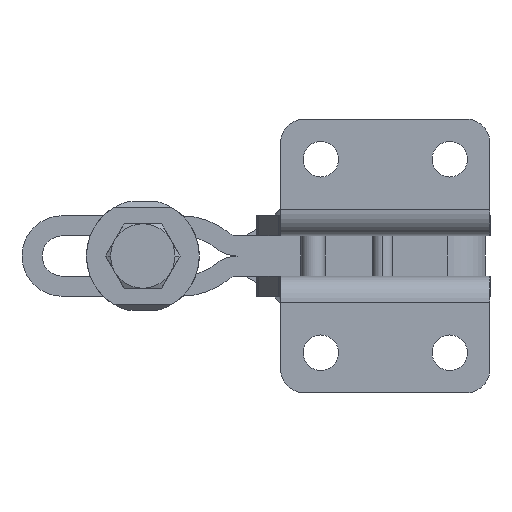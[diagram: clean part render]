
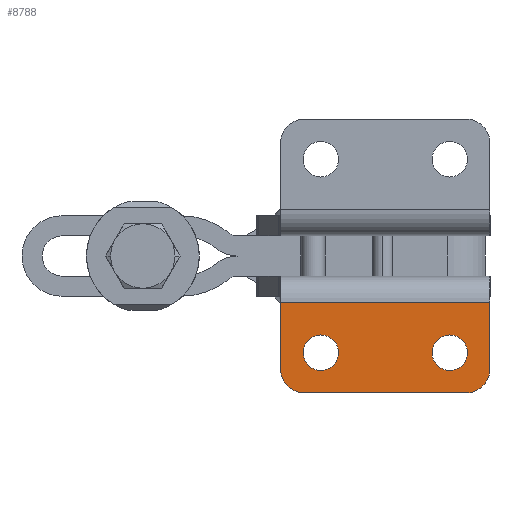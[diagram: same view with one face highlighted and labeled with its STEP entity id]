
A CAD part, front view. The second image highlights one B-rep face of the part: STEP entity #8788.
In plain terms, the highlighted planar face has unit normal (0, -1, 0).
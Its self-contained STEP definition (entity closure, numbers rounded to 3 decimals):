
#8691=CARTESIAN_POINT('',(3.,0.0,-31.));
#8692=DIRECTION('',(0.0,-1.0,0.0));
#8693=DIRECTION('',(0.0,0.0,1.0));
#8694=AXIS2_PLACEMENT_3D('',#8691,#8692,#8693);
#8695=PLANE('',#8694);
#8696=CARTESIAN_POINT('',(0.,0.,-22.737));
#8697=VERTEX_POINT('',#8696);
#8698=CARTESIAN_POINT('',(0.0,0.0,-31.));
#8699=VERTEX_POINT('',#8698);
#8700=CARTESIAN_POINT('',(0.,0.,-22.737));
#8701=DIRECTION('',(0.0,0.0,-1.0));
#8702=VECTOR('',#8701,8.263);
#8703=LINE('',#8700,#8702);
#8704=EDGE_CURVE('',#8697,#8699,#8703,.T.);
#8705=ORIENTED_EDGE('',*,*,#8704,.T.);
#8706=CARTESIAN_POINT('',(3.,0.0,-34.));
#8707=VERTEX_POINT('',#8706);
#8708=CARTESIAN_POINT('',(3.,0.0,-31.));
#8709=DIRECTION('',(0.0,-1.0,0.0));
#8710=DIRECTION('',(0.0,0.0,1.0));
#8711=AXIS2_PLACEMENT_3D('',#8708,#8709,#8710);
#8712=CIRCLE('',#8711,3.);
#8713=EDGE_CURVE('',#8699,#8707,#8712,.T.);
#8714=ORIENTED_EDGE('',*,*,#8713,.T.);
#8715=CARTESIAN_POINT('',(23.,0.0,-34.));
#8716=VERTEX_POINT('',#8715);
#8717=CARTESIAN_POINT('',(3.,0.0,-34.));
#8718=DIRECTION('',(1.0,0.0,0.0));
#8719=VECTOR('',#8718,20.);
#8720=LINE('',#8717,#8719);
#8721=EDGE_CURVE('',#8707,#8716,#8720,.T.);
#8722=ORIENTED_EDGE('',*,*,#8721,.T.);
#8723=CARTESIAN_POINT('',(26.0,0.0,-31.));
#8724=VERTEX_POINT('',#8723);
#8725=CARTESIAN_POINT('',(23.,0.0,-31.));
#8726=DIRECTION('',(0.0,-1.0,0.0));
#8727=DIRECTION('',(0.0,0.0,-1.0));
#8728=AXIS2_PLACEMENT_3D('',#8725,#8726,#8727);
#8729=CIRCLE('',#8728,3.);
#8730=EDGE_CURVE('',#8716,#8724,#8729,.T.);
#8731=ORIENTED_EDGE('',*,*,#8730,.T.);
#8732=CARTESIAN_POINT('',(26.0,0.0,-22.737));
#8733=VERTEX_POINT('',#8732);
#8734=CARTESIAN_POINT('',(26.0,0.0,-31.));
#8735=DIRECTION('',(0.0,0.0,1.0));
#8736=VECTOR('',#8735,8.263);
#8737=LINE('',#8734,#8736);
#8738=EDGE_CURVE('',#8724,#8733,#8737,.T.);
#8739=ORIENTED_EDGE('',*,*,#8738,.T.);
#8740=CARTESIAN_POINT('',(0.,0.,-22.737));
#8741=DIRECTION('',(1.0,0.0,0.0));
#8742=VECTOR('',#8741,26.0);
#8743=LINE('',#8740,#8742);
#8744=EDGE_CURVE('',#8697,#8733,#8743,.T.);
#8745=ORIENTED_EDGE('',*,*,#8744,.F.);
#8746=EDGE_LOOP('',(#8705,#8714,#8722,#8731,#8739,#8745));
#8747=FACE_OUTER_BOUND('',#8746,.T.);
#8748=CARTESIAN_POINT('',(21.0,0.0,-26.8));
#8749=VERTEX_POINT('',#8748);
#8750=CARTESIAN_POINT('',(21.0,0.0,-31.2));
#8751=VERTEX_POINT('',#8750);
#8752=CARTESIAN_POINT('',(21.0,0.0,-29.));
#8753=DIRECTION('',(0.0,1.0,0.0));
#8754=DIRECTION('',(0.0,0.0,1.0));
#8755=AXIS2_PLACEMENT_3D('',#8752,#8753,#8754);
#8756=CIRCLE('',#8755,2.2);
#8757=EDGE_CURVE('',#8749,#8751,#8756,.T.);
#8758=ORIENTED_EDGE('',*,*,#8757,.T.);
#8759=CARTESIAN_POINT('',(21.0,0.0,-29.));
#8760=DIRECTION('',(0.0,1.0,0.0));
#8761=DIRECTION('',(0.0,0.0,1.0));
#8762=AXIS2_PLACEMENT_3D('',#8759,#8760,#8761);
#8763=CIRCLE('',#8762,2.2);
#8764=EDGE_CURVE('',#8751,#8749,#8763,.T.);
#8765=ORIENTED_EDGE('',*,*,#8764,.T.);
#8766=EDGE_LOOP('',(#8758,#8765));
#8767=FACE_BOUND('',#8766,.T.);
#8768=CARTESIAN_POINT('',(5.,0.0,-26.8));
#8769=VERTEX_POINT('',#8768);
#8770=CARTESIAN_POINT('',(5.,0.0,-31.2));
#8771=VERTEX_POINT('',#8770);
#8772=CARTESIAN_POINT('',(5.,0.0,-29.));
#8773=DIRECTION('',(0.0,1.0,0.0));
#8774=DIRECTION('',(0.0,0.0,1.0));
#8775=AXIS2_PLACEMENT_3D('',#8772,#8773,#8774);
#8776=CIRCLE('',#8775,2.2);
#8777=EDGE_CURVE('',#8769,#8771,#8776,.T.);
#8778=ORIENTED_EDGE('',*,*,#8777,.T.);
#8779=CARTESIAN_POINT('',(5.,0.0,-29.));
#8780=DIRECTION('',(0.0,1.0,0.0));
#8781=DIRECTION('',(0.0,0.0,1.0));
#8782=AXIS2_PLACEMENT_3D('',#8779,#8780,#8781);
#8783=CIRCLE('',#8782,2.2);
#8784=EDGE_CURVE('',#8771,#8769,#8783,.T.);
#8785=ORIENTED_EDGE('',*,*,#8784,.T.);
#8786=EDGE_LOOP('',(#8778,#8785));
#8787=FACE_BOUND('',#8786,.T.);
#8788=ADVANCED_FACE('',(#8747,#8767,#8787),#8695,.T.);
